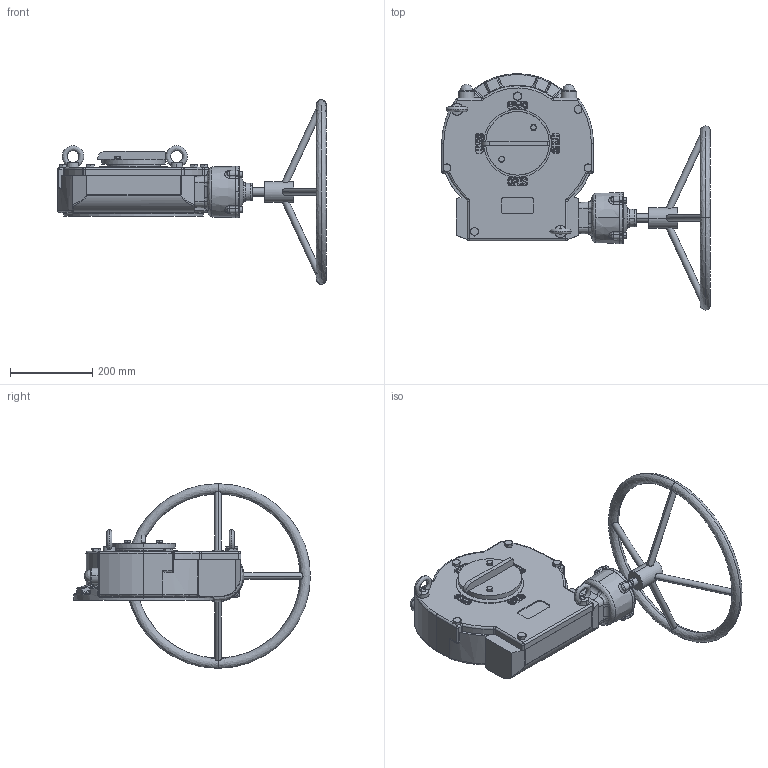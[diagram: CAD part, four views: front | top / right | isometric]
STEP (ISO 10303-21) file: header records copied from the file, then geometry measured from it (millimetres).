
FILE_DESCRIPTION (( 'STEP AP214' ), '1' );
FILE_NAME ('600590.STEP', '2020-05-05T10:51:08', ( '' ), ( '' ), 'SwSTEP 2.0', 'SolidWorks 2019', '' );
FILE_SCHEMA (( 'AUTOMOTIVE_DESIGN' ));
Length unit declared in the file: millimetre
Products named in the file (1): 600590
Bounding box: 655 x 577 x 450 mm (x, y, z)
Volume: 15500731.8 mm3; surface area: 726991.8 mm2
Topology: 1 solids, 1 shells, 913 faces, 2256 edges, 1369 vertices
Faces by surface type: plane 397, bspline 183, cylinder 171, cone 152, torus 10
Entity records: 36740 total; most frequent: CARTESIAN_POINT 16563, ORIENTED_EDGE 4422, DIRECTION 3865, EDGE_CURVE 2211, AXIS2_PLACEMENT_3D 1387, VERTEX_POINT 1369, VECTOR 1091, LINE 1091
